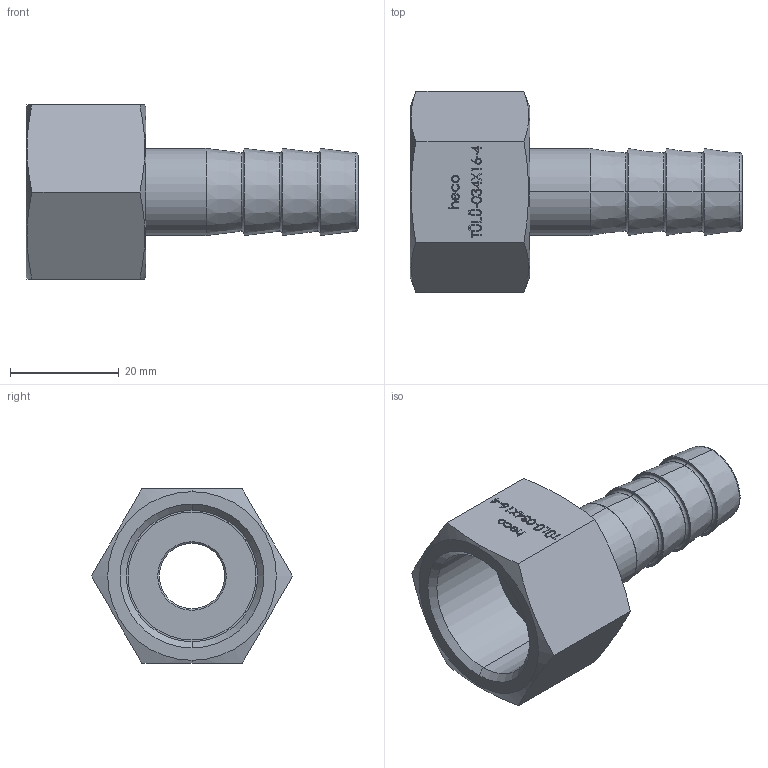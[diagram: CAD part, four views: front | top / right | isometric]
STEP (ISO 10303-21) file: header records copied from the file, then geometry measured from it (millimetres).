
FILE_DESCRIPTION (( 'STEP AP214' ), '1' );
FILE_NAME ('TÜLÜ-034X16-x Schlauchtülle mit Ü-Mutter .STEP', '2018-07-02T10:12:27', ( '' ), ( '' ), 'SwSTEP 2.0', 'SolidWorks 2016', '' );
FILE_SCHEMA (( 'AUTOMOTIVE_DESIGN' ));
Length unit declared in the file: millimetre
Products named in the file (1): TÜLÜ-034X16-x Schlauchtülle mit Ü-Mutter 
Bounding box: 61 x 36.95 x 32 mm (x, y, z)
Volume: 13834.7 mm3; surface area: 9698.7 mm2
Topology: 2 solids, 2 shells, 283 faces, 714 edges, 464 vertices
Faces by surface type: plane 136, bspline 97, cone 24, torus 16, cylinder 10
Entity records: 15730 total; most frequent: CARTESIAN_POINT 7151, ORIENTED_EDGE 1428, DIRECTION 954, EDGE_CURVE 714, VERTEX_POINT 464, VECTOR 428, LINE 428, EDGE_LOOP 316
